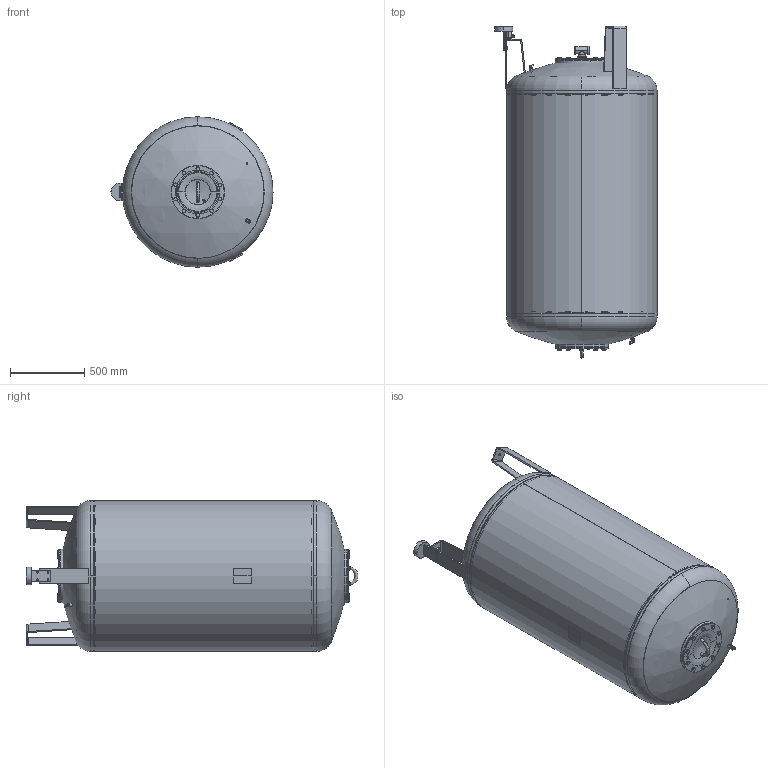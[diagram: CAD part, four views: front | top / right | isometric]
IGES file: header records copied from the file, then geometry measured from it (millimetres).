
Global section: file name: No Iges File Name specified; native system: Autodesk Inventor 2009; preprocessor: AutoDesk Inventor Iges Exporter R2009; author: CADJOBServer; date: 20091012.085405; units: millimetre
Bounding box: 1094 x 2241.15 x 1016 mm (x, y, z)
Volume: 500878977.7 mm3; surface area: 20085763.2 mm2
Topology: 32 solids, 32 shells, 1970 faces, 4909 edges, 3114 vertices
Faces by surface type: plane 783, bspline 344, cylinder 272, revolution 258, cone 255, torus 48, sphere 10
